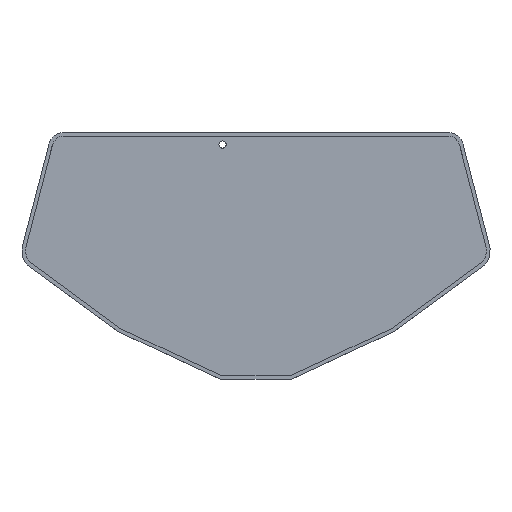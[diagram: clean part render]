
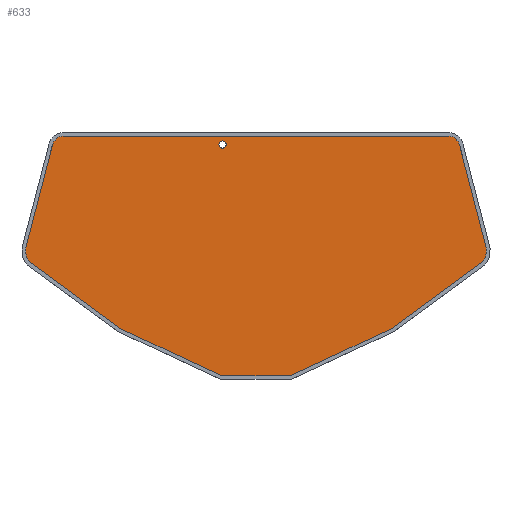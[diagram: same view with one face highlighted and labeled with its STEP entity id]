
A CAD part, top view. The second image highlights one B-rep face of the part: STEP entity #633.
In plain terms, the highlighted planar face has unit normal (0, 0, 1).
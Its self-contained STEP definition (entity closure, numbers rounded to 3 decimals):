
#21=FACE_BOUND('',#91,.T.);
#31=PLANE('',#691);
#56=FACE_OUTER_BOUND('',#90,.T.);
#90=EDGE_LOOP('',(#496,#497,#498,#499,#500,#501,#502,#503,#504,#505,#506,
#507));
#91=EDGE_LOOP('',(#508));
#150=LINE('',#995,#223);
#152=LINE('',#999,#225);
#153=LINE('',#1004,#226);
#154=LINE('',#1006,#227);
#155=LINE('',#1008,#228);
#156=LINE('',#1010,#229);
#157=LINE('',#1012,#230);
#158=LINE('',#1016,#231);
#223=VECTOR('',#798,10.);
#225=VECTOR('',#802,10.);
#226=VECTOR('',#807,10.);
#227=VECTOR('',#808,10.);
#228=VECTOR('',#809,10.);
#229=VECTOR('',#810,10.);
#230=VECTOR('',#811,10.);
#231=VECTOR('',#814,10.);
#262=CIRCLE('',#672,1.963);
#272=CIRCLE('',#688,6.07);
#273=CIRCLE('',#692,9.769);
#274=CIRCLE('',#693,9.769);
#275=CIRCLE('',#694,6.07);
#280=VERTEX_POINT('',#904);
#314=VERTEX_POINT('',#983);
#316=VERTEX_POINT('',#987);
#317=VERTEX_POINT('',#991);
#319=VERTEX_POINT('',#997);
#320=VERTEX_POINT('',#1001);
#321=VERTEX_POINT('',#1003);
#322=VERTEX_POINT('',#1005);
#323=VERTEX_POINT('',#1007);
#324=VERTEX_POINT('',#1009);
#325=VERTEX_POINT('',#1011);
#326=VERTEX_POINT('',#1013);
#327=VERTEX_POINT('',#1015);
#342=EDGE_CURVE('',#280,#280,#262,.T.);
#384=EDGE_CURVE('',#314,#316,#272,.F.);
#387=EDGE_CURVE('',#317,#314,#150,.T.);
#389=EDGE_CURVE('',#316,#319,#152,.T.);
#390=EDGE_CURVE('',#319,#320,#273,.T.);
#391=EDGE_CURVE('',#320,#321,#153,.F.);
#392=EDGE_CURVE('',#321,#322,#154,.F.);
#393=EDGE_CURVE('',#322,#323,#155,.F.);
#394=EDGE_CURVE('',#323,#324,#156,.F.);
#395=EDGE_CURVE('',#324,#325,#157,.F.);
#396=EDGE_CURVE('',#325,#326,#274,.T.);
#397=EDGE_CURVE('',#326,#327,#158,.F.);
#398=EDGE_CURVE('',#327,#317,#275,.T.);
#496=ORIENTED_EDGE('',*,*,#384,.T.);
#497=ORIENTED_EDGE('',*,*,#389,.T.);
#498=ORIENTED_EDGE('',*,*,#390,.T.);
#499=ORIENTED_EDGE('',*,*,#391,.T.);
#500=ORIENTED_EDGE('',*,*,#392,.T.);
#501=ORIENTED_EDGE('',*,*,#393,.T.);
#502=ORIENTED_EDGE('',*,*,#394,.T.);
#503=ORIENTED_EDGE('',*,*,#395,.T.);
#504=ORIENTED_EDGE('',*,*,#396,.T.);
#505=ORIENTED_EDGE('',*,*,#397,.T.);
#506=ORIENTED_EDGE('',*,*,#398,.T.);
#507=ORIENTED_EDGE('',*,*,#387,.T.);
#508=ORIENTED_EDGE('',*,*,#342,.T.);
#633=ADVANCED_FACE('',(#56,#21),#31,.T.);
#672=AXIS2_PLACEMENT_3D('',#905,#728,#729);
#688=AXIS2_PLACEMENT_3D('',#989,#792,#793);
#691=AXIS2_PLACEMENT_3D('',#1000,#803,#804);
#692=AXIS2_PLACEMENT_3D('',#1002,#805,#806);
#693=AXIS2_PLACEMENT_3D('',#1014,#812,#813);
#694=AXIS2_PLACEMENT_3D('',#1017,#815,#816);
#728=DIRECTION('center_axis',(0.,0.,-1.));
#729=DIRECTION('ref_axis',(-1.,0.,0.));
#792=DIRECTION('center_axis',(0.,0.,-1.));
#793=DIRECTION('ref_axis',(1.,0.,0.));
#798=DIRECTION('',(-1.,0.,0.));
#802=DIRECTION('',(-0.252,-0.968,0.));
#803=DIRECTION('center_axis',(0.,0.,1.));
#804=DIRECTION('ref_axis',(1.,0.,0.));
#805=DIRECTION('center_axis',(0.,0.,1.));
#806=DIRECTION('ref_axis',(1.,0.,0.));
#807=DIRECTION('',(-0.807,0.591,0.));
#808=DIRECTION('',(-0.907,0.422,0.));
#809=DIRECTION('',(-1.,0.,0.));
#810=DIRECTION('',(-0.907,-0.422,0.));
#811=DIRECTION('',(-0.807,-0.59,0.));
#812=DIRECTION('center_axis',(0.,0.,1.));
#813=DIRECTION('ref_axis',(1.,0.,0.));
#814=DIRECTION('',(0.252,-0.968,0.));
#815=DIRECTION('center_axis',(0.,0.,1.));
#816=DIRECTION('ref_axis',(1.,0.,0.));
#904=CARTESIAN_POINT('',(-16.737,57.284,-2.));
#905=CARTESIAN_POINT('Origin',(-18.7,57.284,-2.));
#983=CARTESIAN_POINT('',(-105.85,61.78,-2.));
#987=CARTESIAN_POINT('',(-111.773,57.037,-2.));
#989=CARTESIAN_POINT('Origin',(-105.85,55.71,-2.));
#991=CARTESIAN_POINT('',(105.032,61.79,-2.));
#995=CARTESIAN_POINT('',(52.312,61.788,-2.));
#997=CARTESIAN_POINT('',(-126.21,1.518,-2.));
#999=CARTESIAN_POINT('',(-114.304,47.304,-2.));
#1000=CARTESIAN_POINT('Origin',(-0.405,7.257,-2.));
#1001=CARTESIAN_POINT('',(-124.074,-7.23,-2.));
#1002=CARTESIAN_POINT('Origin',(-116.72,-0.8,-2.));
#1003=CARTESIAN_POINT('',(-74.452,-43.54,-2.));
#1004=CARTESIAN_POINT('',(-87.16,-34.242,-2.));
#1005=CARTESIAN_POINT('',(-19.262,-69.21,-2.));
#1006=CARTESIAN_POINT('',(-53.636,-53.222,-2.));
#1007=CARTESIAN_POINT('',(18.452,-69.21,-2.));
#1008=CARTESIAN_POINT('',(-9.613,-69.21,-2.));
#1009=CARTESIAN_POINT('',(73.642,-43.54,-2.));
#1010=CARTESIAN_POINT('',(25.521,-65.922,-2.));
#1011=CARTESIAN_POINT('',(123.26,-7.236,-2.));
#1012=CARTESIAN_POINT('',(61.711,-52.27,-2.));
#1013=CARTESIAN_POINT('',(125.396,1.513,-2.));
#1014=CARTESIAN_POINT('Origin',(115.906,-0.805,-2.));
#1015=CARTESIAN_POINT('',(110.955,57.047,-2.));
#1016=CARTESIAN_POINT('',(120.711,19.531,-2.));
#1017=CARTESIAN_POINT('Origin',(105.032,55.72,-2.));
